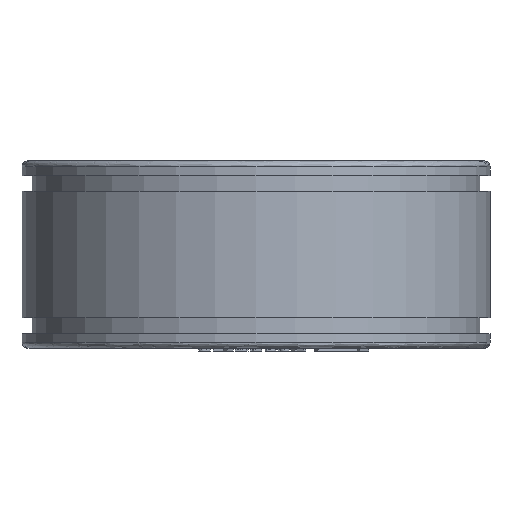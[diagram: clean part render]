
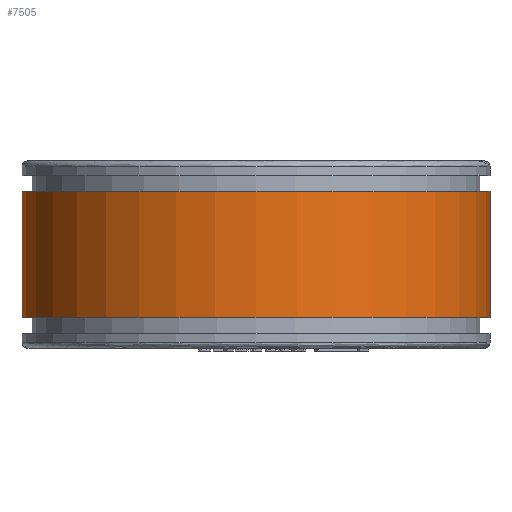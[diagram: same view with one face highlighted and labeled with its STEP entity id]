
A CAD part, front view. The second image highlights one B-rep face of the part: STEP entity #7505.
In plain terms, the highlighted cylindrical face has radius 40 mm (diameter 80 mm), a partial arc.
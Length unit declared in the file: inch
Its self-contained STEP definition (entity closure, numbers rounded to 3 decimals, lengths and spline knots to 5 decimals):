
#25 = DIRECTION ( 'NONE',  ( -1., 0., 0. ) ) ;
#33 = CARTESIAN_POINT ( 'NONE',  ( 1.5748, 0., 0.4252 ) ) ;
#233 = CARTESIAN_POINT ( 'NONE',  ( -1.5748, 0., -0.4252 ) ) ;
#349 = EDGE_LOOP ( 'NONE', ( #7292, #7551, #7475, #7722 ) ) ;
#378 = VERTEX_POINT ( 'NONE', #2815 ) ;
#546 = DIRECTION ( 'NONE',  ( -1., 0., 0. ) ) ;
#748 = CIRCLE ( 'NONE', #6475, 1.5748 ) ;
#1950 = VERTEX_POINT ( 'NONE', #3762 ) ;
#2109 = DIRECTION ( 'NONE',  ( -1., 0., 0. ) ) ;
#2164 = AXIS2_PLACEMENT_3D ( 'NONE', #6328, #3969, #2109 ) ;
#2222 = VECTOR ( 'NONE', #7268, 39.37008 ) ;
#2815 = CARTESIAN_POINT ( 'NONE',  ( -1.5748, 0., 0.4252 ) ) ;
#3096 = CARTESIAN_POINT ( 'NONE',  ( -1.5748, 0., 0.62992 ) ) ;
#3699 = DIRECTION ( 'NONE',  ( 0., 0., -1. ) ) ;
#3762 = CARTESIAN_POINT ( 'NONE',  ( 1.5748, 0., -0.4252 ) ) ;
#3969 = DIRECTION ( 'NONE',  ( 0., 0., -1. ) ) ;
#3985 = CIRCLE ( 'NONE', #6275, 1.5748 ) ;
#4143 = CYLINDRICAL_SURFACE ( 'NONE', #2164, 1.5748 ) ;
#4221 = DIRECTION ( 'NONE',  ( 0., 0., 1. ) ) ;
#4519 = FACE_OUTER_BOUND ( 'NONE', #349, .T. ) ;
#4548 = LINE ( 'NONE', #7044, #7361 ) ;
#4908 = EDGE_CURVE ( 'NONE', #6223, #1950, #4548, .T. ) ;
#5018 = EDGE_CURVE ( 'NONE', #378, #6223, #748, .T. ) ;
#5060 = EDGE_CURVE ( 'NONE', #378, #5377, #6971, .T. ) ;
#5068 = EDGE_CURVE ( 'NONE', #1950, #5377, #3985, .T. ) ;
#5377 = VERTEX_POINT ( 'NONE', #233 ) ;
#5766 = DIRECTION ( 'NONE',  ( 0., 0., -1. ) ) ;
#6223 = VERTEX_POINT ( 'NONE', #33 ) ;
#6275 = AXIS2_PLACEMENT_3D ( 'NONE', #7299, #3699, #25 ) ;
#6328 = CARTESIAN_POINT ( 'NONE',  ( 0., 0., 0.62992 ) ) ;
#6475 = AXIS2_PLACEMENT_3D ( 'NONE', #7787, #4221, #546 ) ;
#6971 = LINE ( 'NONE', #3096, #2222 ) ;
#7044 = CARTESIAN_POINT ( 'NONE',  ( 1.5748, 0., 0.62992 ) ) ;
#7268 = DIRECTION ( 'NONE',  ( 0., 0., -1. ) ) ;
#7292 = ORIENTED_EDGE ( 'NONE', *, *, #4908, .F. ) ;
#7299 = CARTESIAN_POINT ( 'NONE',  ( 0., 0., -0.4252 ) ) ;
#7361 = VECTOR ( 'NONE', #5766, 39.37008 ) ;
#7475 = ORIENTED_EDGE ( 'NONE', *, *, #5060, .T. ) ;
#7505 = ADVANCED_FACE ( 'NONE', ( #4519 ), #4143, .T. ) ;
#7551 = ORIENTED_EDGE ( 'NONE', *, *, #5018, .F. ) ;
#7722 = ORIENTED_EDGE ( 'NONE', *, *, #5068, .F. ) ;
#7787 = CARTESIAN_POINT ( 'NONE',  ( 0., 0., 0.4252 ) ) ;
